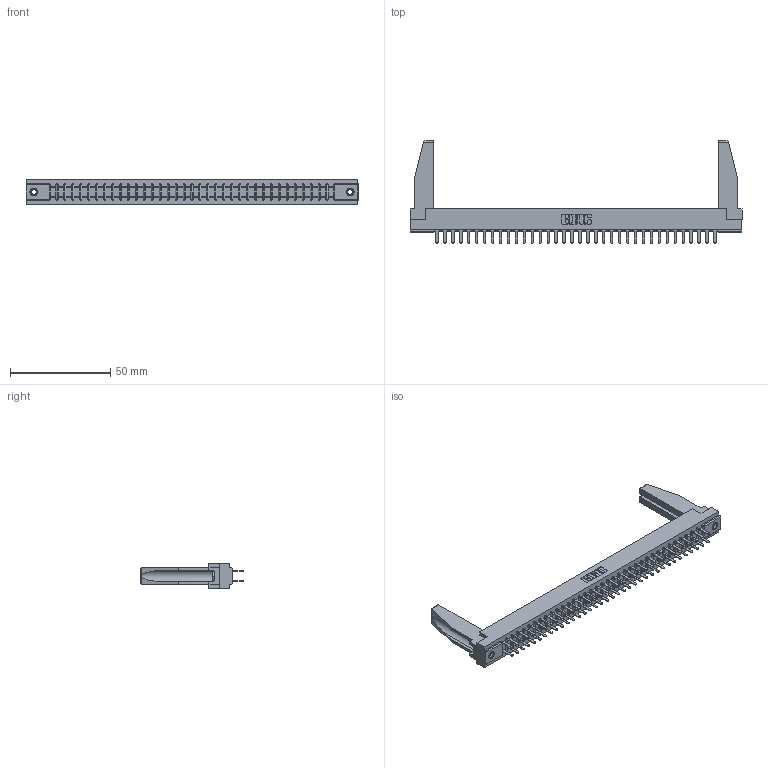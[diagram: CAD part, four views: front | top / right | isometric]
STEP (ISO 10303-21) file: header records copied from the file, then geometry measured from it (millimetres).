
FILE_DESCRIPTION (( 'STEP AP203' ), '1' );
FILE_NAME ('307-072-420-278.STEP', '2020-10-01T01:25:25', ( '' ), ( '' ), 'SwSTEP 2.0', 'SolidWorks 2020', '' );
FILE_SCHEMA (( 'CONFIG_CONTROL_DESIGN' ));
Length unit declared in the file: inch
Products named in the file (5): 345-250-001_345-250-001-102; 307-220-078; 307-290-001_520; 307 Part_.156 Dia Mounting Holes; 307-072-420-278
Assembly tree (77 placements, depth 2):
  307-072-420-278
    307 Part_.156 Dia Mounting Holes
    307-290-001_520  x72
    307-220-078  x2
    345-250-001_345-250-001-102  x2
Bounding box: 165.66 x 51.13 x 12.7 mm (x, y, z)
Volume: 21619.4 mm3; surface area: 25387.7 mm2
Topology: 77 solids, 77 shells, 3597 faces, 10013 edges, 6470 vertices
Faces by surface type: plane 2386, cylinder 1121, sphere 74, cone 12, torus 4
Entity records: 35161 total; most frequent: CARTESIAN_POINT 5762, ORIENTED_EDGE 5668, DIRECTION 5600, EDGE_CURVE 2834, LINE 2176, VECTOR 2176, VERTEX_POINT 1832, AXIS2_PLACEMENT_3D 1712
